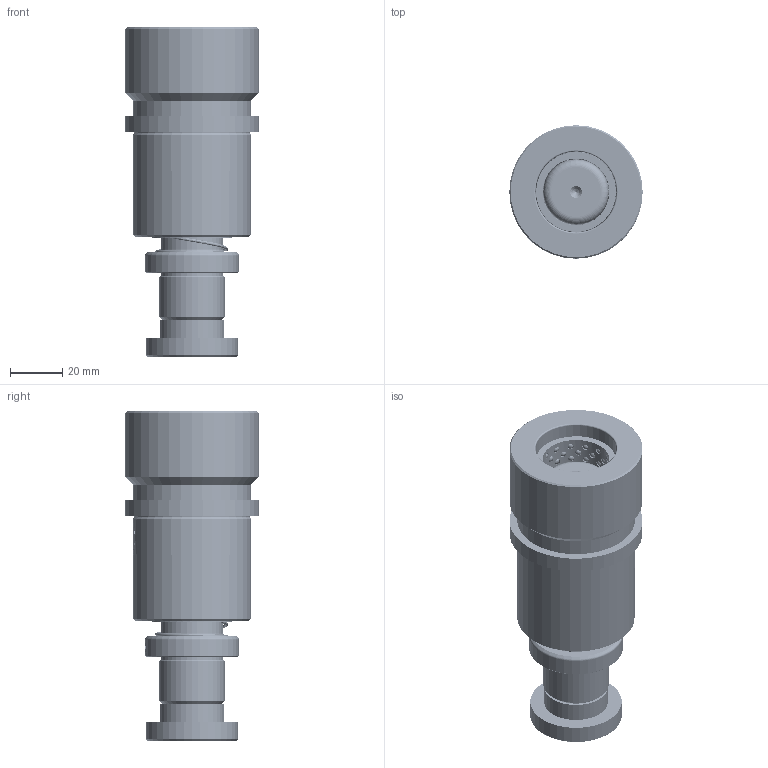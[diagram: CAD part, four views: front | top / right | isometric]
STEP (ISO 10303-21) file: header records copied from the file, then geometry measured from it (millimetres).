
FILE_DESCRIPTION (( 'STEP AP214' ), '1' );
FILE_NAME ('HTSH(HTJH)-D25-L80(BL-80).STEP', '2024-12-09T02:24:01', ( '111' ), ( '21222' ), 'SwSTEP 2.0', 'SolidWorks 2020', '' );
FILE_SCHEMA (( 'AUTOMOTIVE_DESIGN' ));
Length unit declared in the file: millimetre
Products named in the file (8): HTSH(HTJH)-D25-L80(BL-80); TRP-D25-L110; DRP蹟簽D25; HWP-D27.5-d25.5-L40; BSH-30.5-25.5-L75; BALL-D3; BSH-D30.5-25.5-L75郪蚾; TRB25-40-40
Assembly tree (356 placements, depth 3):
  HTSH(HTJH)-D25-L80(BL-80)
    TRP-D25-L110
    DRP蹟簽D25
    TRB25-40-40
    BSH-D30.5-25.5-L75郪蚾
      BALL-D3  x350
      BSH-30.5-25.5-L75
    HWP-D27.5-d25.5-L40
Bounding box: 51 x 51 x 125.91 mm (x, y, z)
Volume: 154106 mm3; surface area: 68499.8 mm2
Topology: 355 solids, 355 shells, 1550 faces, 6741 edges, 4482 vertices
Faces by surface type: sphere 1400, cylinder 48, cone 34, plane 32, bspline 22, torus 14
Entity records: 62033 total; most frequent: CARTESIAN_POINT 37350, ORIENTED_EDGE 5064, DIRECTION 4220, EDGE_CURVE 2532, AXIS2_PLACEMENT_3D 2042, VERTEX_POINT 1670, B_SPLINE_CURVE_WITH_KNOTS 1545, EDGE_LOOP 1536
